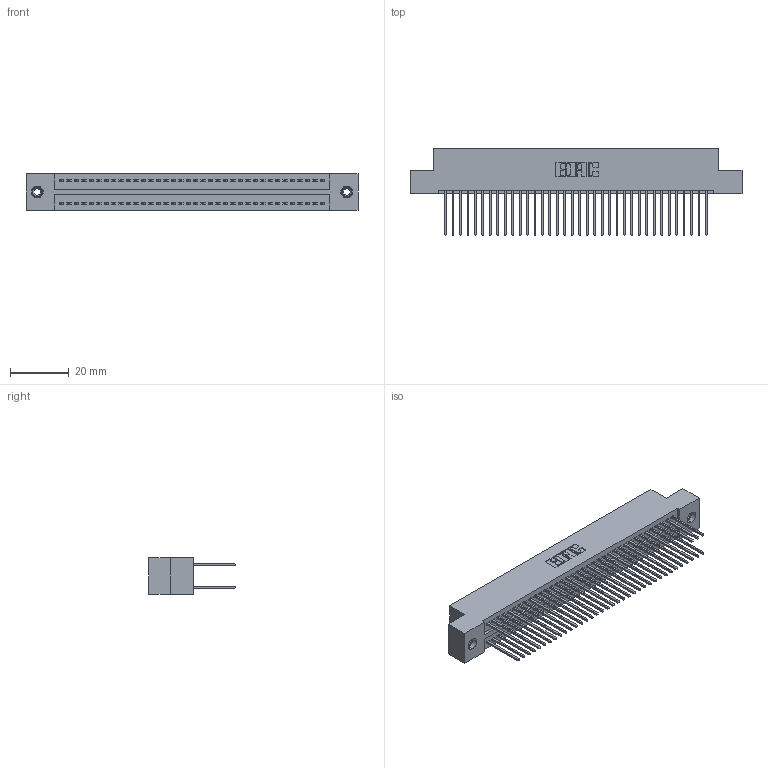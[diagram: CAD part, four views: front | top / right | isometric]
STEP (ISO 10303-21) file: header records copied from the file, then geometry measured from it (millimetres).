
FILE_DESCRIPTION (( 'STEP AP203' ), '1' );
FILE_NAME ('325-072-540-208.STEP', '2020-02-25T03:58:22', ( '' ), ( '' ), 'SwSTEP 2.0', 'SolidWorks 2016', '' );
FILE_SCHEMA (( 'CONFIG_CONTROL_DESIGN' ));
Length unit declared in the file: inch
Products named in the file (4): 325-072-540-208; 325 Part_TI; 345-250-001_345-250-003-102; 325-292-001_325-293-140
Assembly tree (75 placements, depth 2):
  325-072-540-208
    325 Part_TI
    325-292-001_325-293-140  x72
    345-250-001_345-250-003-102  x2
Bounding box: 113.16 x 29.46 x 12.45 mm (x, y, z)
Volume: 14820.8 mm3; surface area: 19109.3 mm2
Topology: 75 solids, 75 shells, 3918 faces, 11607 edges, 7634 vertices
Faces by surface type: plane 2694, cylinder 1208, cone 12, torus 4
Entity records: 25140 total; most frequent: CARTESIAN_POINT 4157, ORIENTED_EDGE 4086, DIRECTION 3593, EDGE_CURVE 2043, LINE 1895, VECTOR 1895, VERTEX_POINT 1356, AXIS2_PLACEMENT_3D 849
